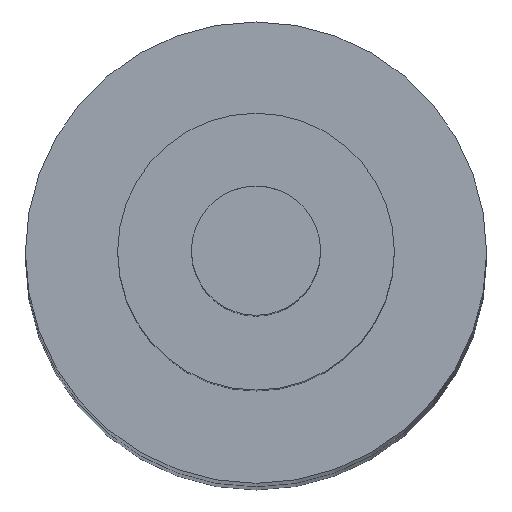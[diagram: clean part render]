
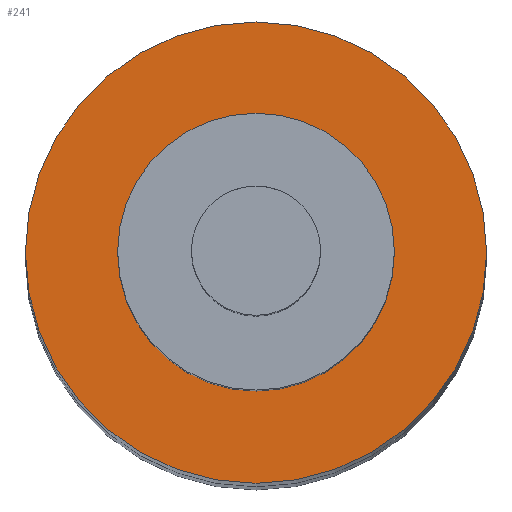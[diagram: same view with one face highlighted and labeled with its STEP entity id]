
A CAD part, top view. The second image highlights one B-rep face of the part: STEP entity #241.
In plain terms, the highlighted planar face has unit normal (0, 0, 1).
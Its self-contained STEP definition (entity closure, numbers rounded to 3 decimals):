
#5 = AXIS2_PLACEMENT_3D ( 'NONE', #775, #838, #421 ) ;
#25 = ORIENTED_EDGE ( 'NONE', *, *, #218, .T. ) ;
#38 = CARTESIAN_POINT ( 'NONE',  ( 15., 0., -61.6 ) ) ;
#82 = CARTESIAN_POINT ( 'NONE',  ( 25., 0., -61.6 ) ) ;
#88 = EDGE_CURVE ( 'NONE', #703, #782, #817, .T. ) ;
#120 = AXIS2_PLACEMENT_3D ( 'NONE', #813, #399, #246 ) ;
#138 = AXIS2_PLACEMENT_3D ( 'NONE', #567, #618, #688 ) ;
#163 = AXIS2_PLACEMENT_3D ( 'NONE', #192, #204, #404 ) ;
#192 = CARTESIAN_POINT ( 'NONE',  ( 0., 0., -61.6 ) ) ;
#204 = DIRECTION ( 'NONE',  ( 0., 0., -1. ) ) ;
#218 = EDGE_CURVE ( 'NONE', #222, #858, #259, .T. ) ;
#222 = VERTEX_POINT ( 'NONE', #335 ) ;
#236 = FACE_BOUND ( 'NONE', #847, .T. ) ;
#241 = ADVANCED_FACE ( 'NONE', ( #643, #236 ), #894, .F. ) ;
#246 = DIRECTION ( 'NONE',  ( -1., 0., 0. ) ) ;
#259 = CIRCLE ( 'NONE', #795, 15. ) ;
#262 = EDGE_LOOP ( 'NONE', ( #723, #360 ) ) ;
#269 = EDGE_CURVE ( 'NONE', #858, #222, #721, .T. ) ;
#303 = CIRCLE ( 'NONE', #5, 25. ) ;
#335 = CARTESIAN_POINT ( 'NONE',  ( -15., 0., -61.6 ) ) ;
#344 = DIRECTION ( 'NONE',  ( 0., 0., -1. ) ) ;
#345 = DIRECTION ( 'NONE',  ( -1., 0., 0. ) ) ;
#360 = ORIENTED_EDGE ( 'NONE', *, *, #680, .F. ) ;
#399 = DIRECTION ( 'NONE',  ( 0., 0., -1. ) ) ;
#404 = DIRECTION ( 'NONE',  ( -1., 0., 0. ) ) ;
#410 = ORIENTED_EDGE ( 'NONE', *, *, #269, .T. ) ;
#421 = DIRECTION ( 'NONE',  ( -1., 0., 0. ) ) ;
#482 = CARTESIAN_POINT ( 'NONE',  ( 0., 0., -61.6 ) ) ;
#567 = CARTESIAN_POINT ( 'NONE',  ( 0., 0., -61.6 ) ) ;
#618 = DIRECTION ( 'NONE',  ( 0., 0., -1. ) ) ;
#640 = CARTESIAN_POINT ( 'NONE',  ( -25., 0., -61.6 ) ) ;
#643 = FACE_OUTER_BOUND ( 'NONE', #262, .T. ) ;
#680 = EDGE_CURVE ( 'NONE', #782, #703, #303, .T. ) ;
#688 = DIRECTION ( 'NONE',  ( -1., 0., 0. ) ) ;
#703 = VERTEX_POINT ( 'NONE', #82 ) ;
#721 = CIRCLE ( 'NONE', #138, 15. ) ;
#723 = ORIENTED_EDGE ( 'NONE', *, *, #88, .F. ) ;
#775 = CARTESIAN_POINT ( 'NONE',  ( 0., 0., -61.6 ) ) ;
#782 = VERTEX_POINT ( 'NONE', #640 ) ;
#795 = AXIS2_PLACEMENT_3D ( 'NONE', #482, #344, #345 ) ;
#813 = CARTESIAN_POINT ( 'NONE',  ( 0., 0., -61.6 ) ) ;
#817 = CIRCLE ( 'NONE', #120, 25. ) ;
#838 = DIRECTION ( 'NONE',  ( 0., 0., -1. ) ) ;
#847 = EDGE_LOOP ( 'NONE', ( #410, #25 ) ) ;
#858 = VERTEX_POINT ( 'NONE', #38 ) ;
#894 = PLANE ( 'NONE',  #163 ) ;
